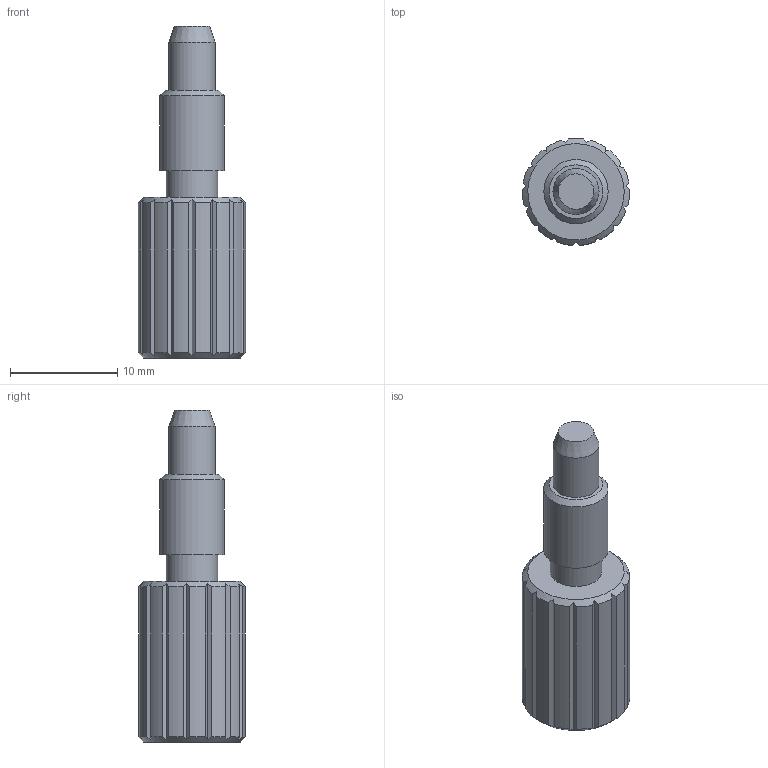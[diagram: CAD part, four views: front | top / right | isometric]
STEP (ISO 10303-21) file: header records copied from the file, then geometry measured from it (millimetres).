
FILE_DESCRIPTION(/* description */ (''),/* implementation_level */ '2;1');
FILE_NAME(/* name */ 'GETOUT_STAVE_123.stp',/* time_stamp */ '2018-09-20T14:11:08+02:00',/* author */ (''),/* organization */ (''),/* preprocessor_version */ 'ST-DEVELOPER v16.7',/* originating_system */ 'SIEMENS PLM Software NX 12.0',/* authorisation */ '');
FILE_SCHEMA (('AUTOMOTIVE_DESIGN { 1 0 10303 214 3 1 1 1 }'));
Length unit declared in the file: millimetre
Products named in the file (1): bezA730AE56cd2s
Bounding box: 10 x 9.99 x 31 mm (x, y, z)
Volume: 1489.9 mm3; surface area: 927.4 mm2
Topology: 1 solids, 1 shells, 57 faces, 154 edges, 102 vertices
Faces by surface type: plane 35, cylinder 18, cone 4
Full cylindrical faces by diameter (mm): 4.3 x1, 4.8 x1, 6 x1
Entity records: 1859 total; most frequent: CARTESIAN_POINT 567, ORIENTED_EDGE 290, DIRECTION 213, EDGE_CURVE 145, VERTEX_POINT 100, AXIS2_PLACEMENT_3D 98, B_SPLINE_CURVE_WITH_KNOTS 88, EDGE_LOOP 67
